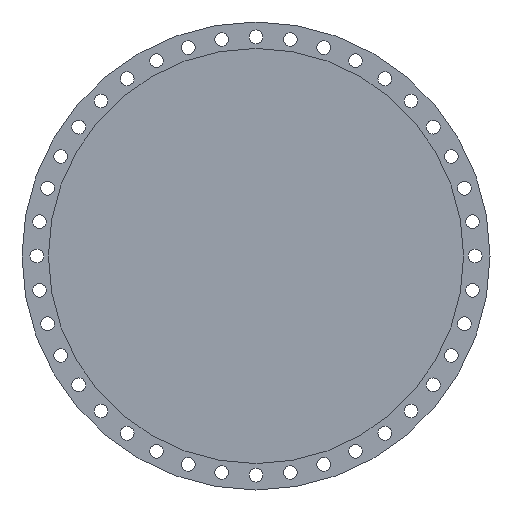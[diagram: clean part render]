
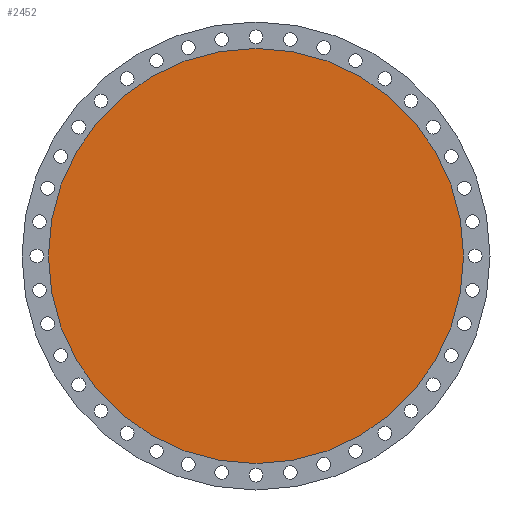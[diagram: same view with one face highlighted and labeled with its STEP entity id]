
A CAD part, left-side view. The second image highlights one B-rep face of the part: STEP entity #2452.
In plain terms, the highlighted planar face has unit normal (-1, 0, 0).
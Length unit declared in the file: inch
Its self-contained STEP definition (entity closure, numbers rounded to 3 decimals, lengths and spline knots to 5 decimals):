
#266 = CARTESIAN_POINT ( 'NONE',  ( 0., 0., -24.5 ) ) ;
#461 = EDGE_LOOP ( 'NONE', ( #1975, #2376 ) ) ;
#482 = DIRECTION ( 'NONE',  ( 0., 0., 1. ) ) ;
#709 = DIRECTION ( 'NONE',  ( 0., 0., 1. ) ) ;
#1321 = EDGE_CURVE ( 'NONE', #3194, #2485, #2746, .T. ) ;
#1326 = DIRECTION ( 'NONE',  ( -1., 0., 0. ) ) ;
#1653 = AXIS2_PLACEMENT_3D ( 'NONE', #1706, #2717, #482 ) ;
#1706 = CARTESIAN_POINT ( 'NONE',  ( 0., 0., 0. ) ) ;
#1864 = CIRCLE ( 'NONE', #2915, 24.5 ) ;
#1936 = CARTESIAN_POINT ( 'NONE',  ( 0., 0., 24.5 ) ) ;
#1964 = CARTESIAN_POINT ( 'NONE',  ( 0., 0., 0. ) ) ;
#1975 = ORIENTED_EDGE ( 'NONE', *, *, #2398, .T. ) ;
#2059 = AXIS2_PLACEMENT_3D ( 'NONE', #1964, #2735, #709 ) ;
#2117 = CARTESIAN_POINT ( 'NONE',  ( 0., 0., 0. ) ) ;
#2376 = ORIENTED_EDGE ( 'NONE', *, *, #1321, .T. ) ;
#2398 = EDGE_CURVE ( 'NONE', #2485, #3194, #1864, .T. ) ;
#2403 = PLANE ( 'NONE',  #1653 ) ;
#2414 = FACE_OUTER_BOUND ( 'NONE', #461, .T. ) ;
#2452 = ADVANCED_FACE ( 'NONE', ( #2414 ), #2403, .T. ) ;
#2485 = VERTEX_POINT ( 'NONE', #1936 ) ;
#2717 = DIRECTION ( 'NONE',  ( -1., 0., 0. ) ) ;
#2735 = DIRECTION ( 'NONE',  ( -1., 0., 0. ) ) ;
#2746 = CIRCLE ( 'NONE', #2059, 24.5 ) ;
#2821 = DIRECTION ( 'NONE',  ( 0., 0., 1. ) ) ;
#2915 = AXIS2_PLACEMENT_3D ( 'NONE', #2117, #1326, #2821 ) ;
#3194 = VERTEX_POINT ( 'NONE', #266 ) ;
